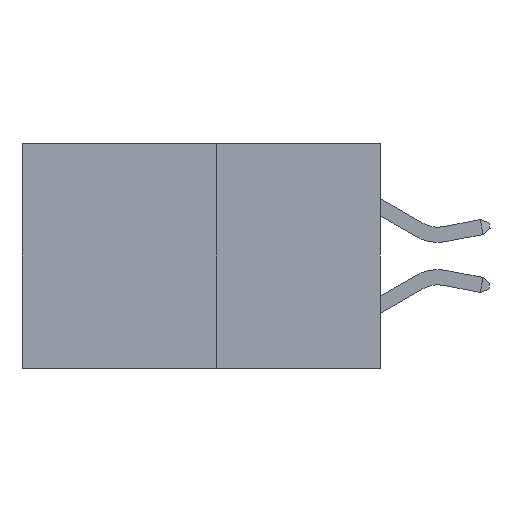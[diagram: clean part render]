
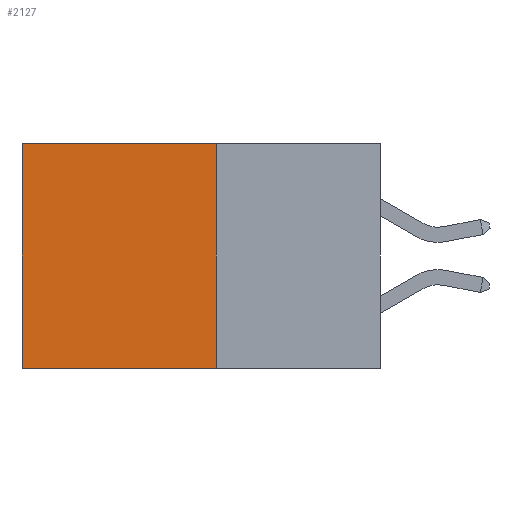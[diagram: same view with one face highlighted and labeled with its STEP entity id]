
A CAD part, left-side view. The second image highlights one B-rep face of the part: STEP entity #2127.
In plain terms, the highlighted planar face has unit normal (-1, 0, 0).
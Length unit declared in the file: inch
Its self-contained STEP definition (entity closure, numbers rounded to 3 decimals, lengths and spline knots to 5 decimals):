
#401 = CARTESIAN_POINT ( 'NONE',  ( 0.277, 0.27, -0.37 ) ) ;
#918 = DIRECTION ( 'NONE',  ( 1., 0., 0. ) ) ;
#1454 = EDGE_CURVE ( 'NONE', #2007, #6278, #6159, .T. ) ;
#1487 = AXIS2_PLACEMENT_3D ( 'NONE', #6074, #918, #3265 ) ;
#2007 = VERTEX_POINT ( 'NONE', #2521 ) ;
#2104 = PLANE ( 'NONE',  #1487 ) ;
#2127 = ADVANCED_FACE ( 'NONE', ( #9423 ), #2104, .F. ) ;
#2236 = LINE ( 'NONE', #9687, #7554 ) ;
#2521 = CARTESIAN_POINT ( 'NONE',  ( 0.277, 0.59, 0. ) ) ;
#3265 = DIRECTION ( 'NONE',  ( 0., 0., -1. ) ) ;
#3952 = EDGE_CURVE ( 'NONE', #5414, #2007, #2236, .T. ) ;
#3957 = ORIENTED_EDGE ( 'NONE', *, *, #5735, .F. ) ;
#4047 = EDGE_CURVE ( 'NONE', #5466, #6278, #10015, .T. ) ;
#4419 = DIRECTION ( 'NONE',  ( 0., 1., 0. ) ) ;
#4489 = DIRECTION ( 'NONE',  ( 0., 1., 0. ) ) ;
#5178 = CARTESIAN_POINT ( 'NONE',  ( 0.277, 0.27, -0.37 ) ) ;
#5400 = CARTESIAN_POINT ( 'NONE',  ( 0.277, 0.27, 0. ) ) ;
#5414 = VERTEX_POINT ( 'NONE', #5400 ) ;
#5466 = VERTEX_POINT ( 'NONE', #5178 ) ;
#5735 = EDGE_CURVE ( 'NONE', #5414, #5466, #7679, .T. ) ;
#5785 = ORIENTED_EDGE ( 'NONE', *, *, #4047, .F. ) ;
#6026 = ORIENTED_EDGE ( 'NONE', *, *, #3952, .T. ) ;
#6074 = CARTESIAN_POINT ( 'NONE',  ( 0.277, 0.27, -0.37 ) ) ;
#6159 = LINE ( 'NONE', #7316, #8596 ) ;
#6278 = VERTEX_POINT ( 'NONE', #7640 ) ;
#7316 = CARTESIAN_POINT ( 'NONE',  ( 0.277, 0.59, -0.37 ) ) ;
#7437 = DIRECTION ( 'NONE',  ( 0., 0., -1. ) ) ;
#7554 = VECTOR ( 'NONE', #4419, 39.37008 ) ;
#7640 = CARTESIAN_POINT ( 'NONE',  ( 0.277, 0.59, -0.37 ) ) ;
#7679 = LINE ( 'NONE', #401, #13562 ) ;
#8596 = VECTOR ( 'NONE', #7437, 39.37008 ) ;
#9423 = FACE_OUTER_BOUND ( 'NONE', #10114, .T. ) ;
#9687 = CARTESIAN_POINT ( 'NONE',  ( 0.277, 0.27, 0. ) ) ;
#9697 = VECTOR ( 'NONE', #4489, 39.37008 ) ;
#10015 = LINE ( 'NONE', #10869, #9697 ) ;
#10114 = EDGE_LOOP ( 'NONE', ( #13145, #5785, #3957, #6026 ) ) ;
#10869 = CARTESIAN_POINT ( 'NONE',  ( 0.277, 0.27, -0.37 ) ) ;
#13145 = ORIENTED_EDGE ( 'NONE', *, *, #1454, .T. ) ;
#13562 = VECTOR ( 'NONE', #13674, 39.37008 ) ;
#13674 = DIRECTION ( 'NONE',  ( 0., 0., -1. ) ) ;
